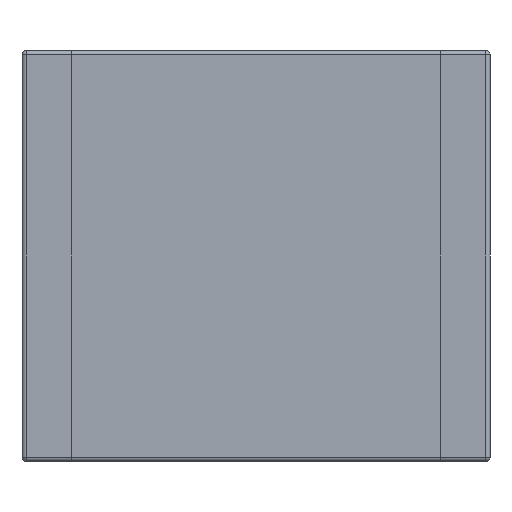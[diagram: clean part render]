
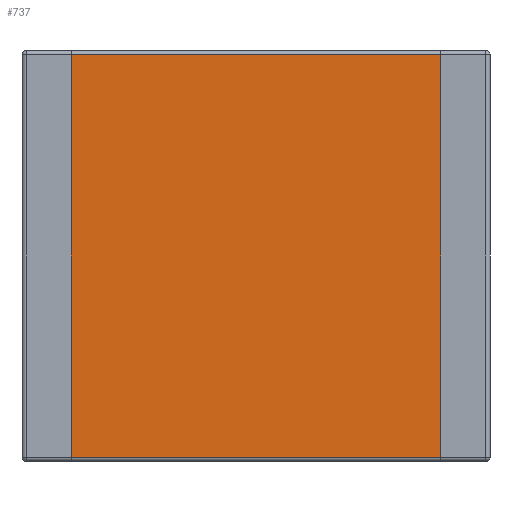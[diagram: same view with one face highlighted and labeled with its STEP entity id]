
A CAD part, front view. The second image highlights one B-rep face of the part: STEP entity #737.
In plain terms, the highlighted planar face has unit normal (0, -1, 0).
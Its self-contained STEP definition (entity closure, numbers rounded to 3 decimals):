
#44 = FACE_OUTER_BOUND ( 'NONE', #738, .T. ) ;
#79 = DIRECTION ( 'NONE',  ( 0., 0., -1. ) ) ;
#80 = DIRECTION ( 'NONE',  ( 0., -1., 0. ) ) ;
#81 = CARTESIAN_POINT ( 'NONE',  ( 2.85, 0., -2.5 ) ) ;
#82 = AXIS2_PLACEMENT_3D ( 'NONE', #81, #80, #79 ) ;
#83 = PLANE ( 'NONE',  #82 ) ;
#511 = VERTEX_POINT ( 'NONE', #974 ) ;
#528 = VERTEX_POINT ( 'NONE', #1073 ) ;
#529 = EDGE_CURVE ( 'NONE', #511, #528, #1072, .T. ) ;
#535 = EDGE_CURVE ( 'NONE', #540, #661, #1067, .T. ) ;
#540 = VERTEX_POINT ( 'NONE', #1058 ) ;
#661 = VERTEX_POINT ( 'NONE', #1492 ) ;
#716 = ORIENTED_EDGE ( 'NONE', *, *, #535, .F. ) ;
#717 = ORIENTED_EDGE ( 'NONE', *, *, #718, .T. ) ;
#718 = EDGE_CURVE ( 'NONE', #540, #528, #1658, .T. ) ;
#719 = ORIENTED_EDGE ( 'NONE', *, *, #529, .F. ) ;
#720 = ORIENTED_EDGE ( 'NONE', *, *, #721, .T. ) ;
#721 = EDGE_CURVE ( 'NONE', #511, #661, #1654, .T. ) ;
#737 = ADVANCED_FACE ( 'NONE', ( #44 ), #83, .T. ) ;
#738 = EDGE_LOOP ( 'NONE', ( #716, #717, #719, #720 ) ) ;
#974 = CARTESIAN_POINT ( 'NONE',  ( 2.25, 0., 2.45 ) ) ;
#1058 = CARTESIAN_POINT ( 'NONE',  ( -2.25, 0., -2.45 ) ) ;
#1064 = DIRECTION ( 'NONE',  ( 0., 0., 1. ) ) ;
#1065 = VECTOR ( 'NONE', #1064, 1000. ) ;
#1066 = CARTESIAN_POINT ( 'NONE',  ( -2.25, 0., -2.5 ) ) ;
#1067 = LINE ( 'NONE', #1066, #1065 ) ;
#1069 = DIRECTION ( 'NONE',  ( 0., 0., -1. ) ) ;
#1070 = VECTOR ( 'NONE', #1069, 1000. ) ;
#1071 = CARTESIAN_POINT ( 'NONE',  ( 2.25, 0., -2.5 ) ) ;
#1072 = LINE ( 'NONE', #1071, #1070 ) ;
#1073 = CARTESIAN_POINT ( 'NONE',  ( 2.25, 0., -2.45 ) ) ;
#1492 = CARTESIAN_POINT ( 'NONE',  ( -2.25, 0., 2.45 ) ) ;
#1650 = DIRECTION ( 'NONE',  ( -1., 0., 0. ) ) ;
#1651 = VECTOR ( 'NONE', #1650, 1000. ) ;
#1652 = CARTESIAN_POINT ( 'NONE',  ( -2.85, 0., 2.45 ) ) ;
#1654 = LINE ( 'NONE', #1652, #1651 ) ;
#1655 = DIRECTION ( 'NONE',  ( 1., 0., 0. ) ) ;
#1656 = VECTOR ( 'NONE', #1655, 1000. ) ;
#1657 = CARTESIAN_POINT ( 'NONE',  ( 2.85, 0., -2.45 ) ) ;
#1658 = LINE ( 'NONE', #1657, #1656 ) ;
